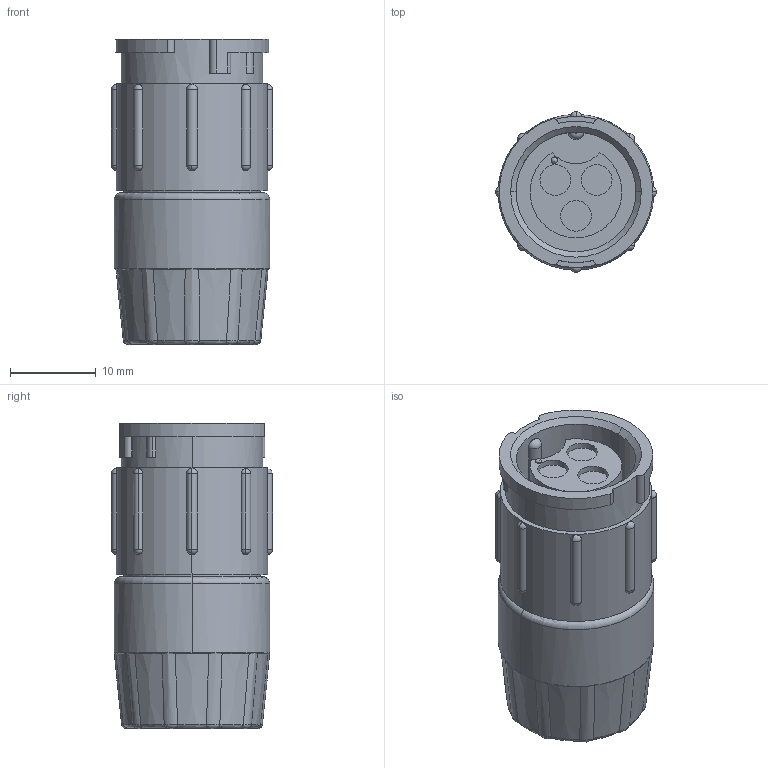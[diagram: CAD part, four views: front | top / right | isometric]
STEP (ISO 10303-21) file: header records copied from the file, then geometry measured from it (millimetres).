
FILE_DESCRIPTION (( 'STEP AP203' ), '1' );
FILE_NAME ('5180-3SG-330.STEP', '2015-10-28T15:27:36', ( '' ), ( '' ), 'SwSTEP 2.0', 'SolidWorks 2014', '' );
FILE_SCHEMA (( 'CONFIG_CONTROL_DESIGN' ));
Length unit declared in the file: inch
Products named in the file (1): 5180-3SG-330
Bounding box: 18.8 x 18.8 x 35.63 mm (x, y, z)
Volume: 7484.2 mm3; surface area: 3387.4 mm2
Topology: 1 solids, 1 shells, 176 faces, 428 edges, 271 vertices
Faces by surface type: torus 67, cylinder 52, plane 34, cone 12, bspline 10, sphere 1
Entity records: 6264 total; most frequent: CARTESIAN_POINT 2259, ORIENTED_EDGE 850, DIRECTION 801, EDGE_CURVE 425, AXIS2_PLACEMENT_3D 359, VERTEX_POINT 269, EDGE_LOOP 194, CIRCLE 192
